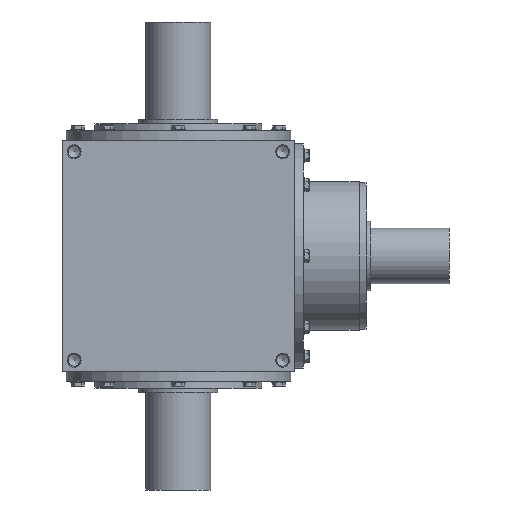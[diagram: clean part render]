
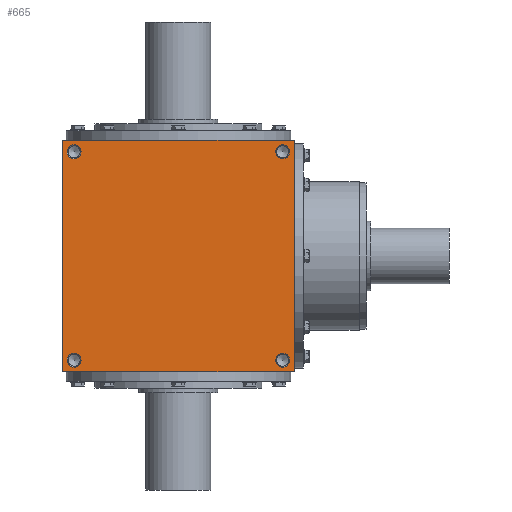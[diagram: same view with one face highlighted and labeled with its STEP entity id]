
A CAD part, front view. The second image highlights one B-rep face of the part: STEP entity #665.
In plain terms, the highlighted planar face has unit normal (0, -1, 0).
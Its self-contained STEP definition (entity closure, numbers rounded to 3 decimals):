
#665 = ADVANCED_FACE( '', ( #1288, #1289, #1290, #1291, #1292 ), #1293, .F. );
#1288 = FACE_BOUND( '', #1942, .T. );
#1289 = FACE_BOUND( '', #1943, .T. );
#1290 = FACE_BOUND( '', #1944, .T. );
#1291 = FACE_BOUND( '', #1945, .T. );
#1292 = FACE_OUTER_BOUND( '', #1946, .T. );
#1293 = PLANE( '', #1947 );
#1942 = EDGE_LOOP( '', ( #2910 ) );
#1943 = EDGE_LOOP( '', ( #2911 ) );
#1944 = EDGE_LOOP( '', ( #2912 ) );
#1945 = EDGE_LOOP( '', ( #2913 ) );
#1946 = EDGE_LOOP( '', ( #2914, #2915, #2916, #2917 ) );
#1947 = AXIS2_PLACEMENT_3D( '', #2918, #2919, #2920 );
#2910 = ORIENTED_EDGE( '', *, *, #3601, .T. );
#2911 = ORIENTED_EDGE( '', *, *, #3751, .T. );
#2912 = ORIENTED_EDGE( '', *, *, #3676, .F. );
#2913 = ORIENTED_EDGE( '', *, *, #3724, .F. );
#2914 = ORIENTED_EDGE( '', *, *, #3736, .T. );
#2915 = ORIENTED_EDGE( '', *, *, #3609, .F. );
#2916 = ORIENTED_EDGE( '', *, *, #3519, .F. );
#2917 = ORIENTED_EDGE( '', *, *, #3541, .T. );
#2918 = CARTESIAN_POINT( '', ( -250., -250., 250. ) );
#2919 = DIRECTION( '', ( 0., 1., 0. ) );
#2920 = DIRECTION( '', ( 0., 0., 1. ) );
#3519 = EDGE_CURVE( '', #4043, #4045, #4046, .T. );
#3541 = EDGE_CURVE( '', #4043, #4080, #4082, .T. );
#3601 = EDGE_CURVE( '', #4168, #4168, #4169, .T. );
#3609 = EDGE_CURVE( '', #4045, #4179, #4183, .T. );
#3676 = EDGE_CURVE( '', #4281, #4281, #4282, .T. );
#3724 = EDGE_CURVE( '', #4346, #4346, #4347, .T. );
#3736 = EDGE_CURVE( '', #4080, #4179, #4360, .T. );
#3751 = EDGE_CURVE( '', #4378, #4378, #4379, .T. );
#4043 = VERTEX_POINT( '', #4912 );
#4045 = VERTEX_POINT( '', #4915 );
#4046 = LINE( '', #4916, #4917 );
#4080 = VERTEX_POINT( '', #4968 );
#4082 = LINE( '', #4971, #4972 );
#4168 = VERTEX_POINT( '', #5062 );
#4169 = CIRCLE( '', #5063, 15. );
#4179 = VERTEX_POINT( '', #5073 );
#4183 = LINE( '', #5079, #5080 );
#4281 = VERTEX_POINT( '', #5211 );
#4282 = CIRCLE( '', #5212, 15. );
#4346 = VERTEX_POINT( '', #5292 );
#4347 = CIRCLE( '', #5293, 15. );
#4360 = LINE( '', #5308, #5309 );
#4378 = VERTEX_POINT( '', #5327 );
#4379 = CIRCLE( '', #5328, 15. );
#4912 = CARTESIAN_POINT( '', ( -250., -250., 250. ) );
#4915 = CARTESIAN_POINT( '', ( 250., -250., 250. ) );
#4916 = CARTESIAN_POINT( '', ( -250., -250., 250. ) );
#4917 = VECTOR( '', #5654, 1000. );
#4968 = CARTESIAN_POINT( '', ( -250., -250., -250. ) );
#4971 = CARTESIAN_POINT( '', ( -250., -250., 250. ) );
#4972 = VECTOR( '', #5685, 1000. );
#5062 = CARTESIAN_POINT( '', ( -225., -250., -210. ) );
#5063 = AXIS2_PLACEMENT_3D( '', #5789, #5790, #5791 );
#5073 = CARTESIAN_POINT( '', ( 250., -250., -250. ) );
#5079 = CARTESIAN_POINT( '', ( 250., -250., 250. ) );
#5080 = VECTOR( '', #5806, 1000. );
#5211 = CARTESIAN_POINT( '', ( 225., -250., -240. ) );
#5212 = AXIS2_PLACEMENT_3D( '', #5913, #5914, #5915 );
#5292 = CARTESIAN_POINT( '', ( 225., -250., 210. ) );
#5293 = AXIS2_PLACEMENT_3D( '', #5986, #5987, #5988 );
#5308 = CARTESIAN_POINT( '', ( -250., -250., -250. ) );
#5309 = VECTOR( '', #6000, 1000. );
#5327 = CARTESIAN_POINT( '', ( -225., -250., 240. ) );
#5328 = AXIS2_PLACEMENT_3D( '', #6016, #6017, #6018 );
#5654 = DIRECTION( '', ( 1., 0., 0. ) );
#5685 = DIRECTION( '', ( 0., 0., -1. ) );
#5789 = CARTESIAN_POINT( '', ( -225., -250., -225. ) );
#5790 = DIRECTION( '', ( 0., 1., 0. ) );
#5791 = DIRECTION( '', ( 0., 0., 1. ) );
#5806 = DIRECTION( '', ( 0., 0., -1. ) );
#5913 = CARTESIAN_POINT( '', ( 225., -250., -225. ) );
#5914 = DIRECTION( '', ( 0., -1., 0. ) );
#5915 = DIRECTION( '', ( 0., 0., -1. ) );
#5986 = CARTESIAN_POINT( '', ( 225., -250., 225. ) );
#5987 = DIRECTION( '', ( 0., -1., 0. ) );
#5988 = DIRECTION( '', ( 0., 0., -1. ) );
#6000 = DIRECTION( '', ( 1., 0., 0. ) );
#6016 = CARTESIAN_POINT( '', ( -225., -250., 225. ) );
#6017 = DIRECTION( '', ( 0., 1., 0. ) );
#6018 = DIRECTION( '', ( 0., 0., 1. ) );
